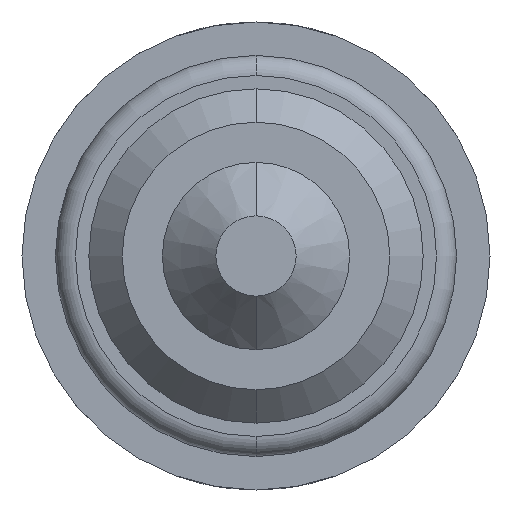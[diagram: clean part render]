
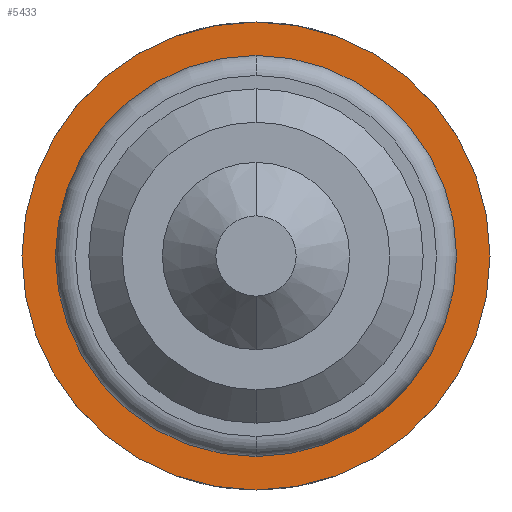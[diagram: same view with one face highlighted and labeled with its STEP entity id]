
A CAD part, front view. The second image highlights one B-rep face of the part: STEP entity #5433.
In plain terms, the highlighted planar face has unit normal (0, -1, 0).
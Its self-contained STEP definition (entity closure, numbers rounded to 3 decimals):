
#176 = CIRCLE ( 'NONE', #4692, 1.5 ) ;
#231 = FACE_OUTER_BOUND ( 'NONE', #5357, .T. ) ;
#401 = EDGE_CURVE ( 'Defeature ausgef�hrt1_9+Defeature ausgef�hrt1_10+Defeature ausgef�hrt1_10+Defeature ausgef�hrt1_10', #565, #6462, #176, .T. ) ;
#565 = VERTEX_POINT ( 'NONE', #6800 ) ;
#1058 = ORIENTED_EDGE ( 'NONE', *, *, #7087, .T. ) ;
#1332 = DIRECTION ( 'NONE',  ( 0., -1., 0. ) ) ;
#1736 = AXIS2_PLACEMENT_3D ( 'NONE', #6581, #6617, #3600 ) ;
#1896 = PLANE ( 'NONE',  #5200 ) ;
#1943 = DIRECTION ( 'NONE',  ( 0., 0., -1. ) ) ;
#2376 = CIRCLE ( 'NONE', #1736, 1.75 ) ;
#2393 = AXIS2_PLACEMENT_3D ( 'NONE', #6056, #4490, #3841 ) ;
#2582 = DIRECTION ( 'NONE',  ( 0., 0., -1. ) ) ;
#2786 = AXIS2_PLACEMENT_3D ( 'NONE', #3242, #3396, #3975 ) ;
#2870 = EDGE_CURVE ( 'Defeature ausgef�hrt1_10+Defeature ausgef�hrt1_11+Defeature ausgef�hrt1_11+Defeature ausgef�hrt1_11', #3296, #2985, #7219, .T. ) ;
#2978 = EDGE_CURVE ( 'Defeature ausgef�hrt1_9+Defeature ausgef�hrt1_10+Defeature ausgef�hrt1_10+Defeature ausgef�hrt1_10', #6462, #565, #5477, .T. ) ;
#2985 = VERTEX_POINT ( 'NONE', #5016 ) ;
#3196 = CARTESIAN_POINT ( 'NONE',  ( 0., 20., 0. ) ) ;
#3242 = CARTESIAN_POINT ( 'NONE',  ( 0., 20., 0. ) ) ;
#3296 = VERTEX_POINT ( 'NONE', #4194 ) ;
#3396 = DIRECTION ( 'NONE',  ( 0., -1., 0. ) ) ;
#3600 = DIRECTION ( 'NONE',  ( 0., 0., -1. ) ) ;
#3766 = EDGE_LOOP ( 'NONE', ( #6181, #5437 ) ) ;
#3841 = DIRECTION ( 'NONE',  ( 0., 0., -1. ) ) ;
#3975 = DIRECTION ( 'NONE',  ( 0., 0., -1. ) ) ;
#4194 = CARTESIAN_POINT ( 'NONE',  ( 0., 20., 1.75 ) ) ;
#4265 = CARTESIAN_POINT ( 'NONE',  ( 0., 20., -1.5 ) ) ;
#4443 = FACE_BOUND ( 'NONE', #3766, .T. ) ;
#4490 = DIRECTION ( 'NONE',  ( 0., -1., 0. ) ) ;
#4692 = AXIS2_PLACEMENT_3D ( 'NONE', #3196, #5949, #2582 ) ;
#5016 = CARTESIAN_POINT ( 'NONE',  ( 0., 20., -1.75 ) ) ;
#5200 = AXIS2_PLACEMENT_3D ( 'NONE', #7010, #1332, #1943 ) ;
#5357 = EDGE_LOOP ( 'NONE', ( #1058, #7215 ) ) ;
#5433 = ADVANCED_FACE ( 'Defeature ausgef�hrt1_10', ( #231, #4443 ), #1896, .T. ) ;
#5437 = ORIENTED_EDGE ( 'NONE', *, *, #401, .F. ) ;
#5477 = CIRCLE ( 'NONE', #2786, 1.5 ) ;
#5949 = DIRECTION ( 'NONE',  ( 0., -1., 0. ) ) ;
#6056 = CARTESIAN_POINT ( 'NONE',  ( 0., 20., 0. ) ) ;
#6181 = ORIENTED_EDGE ( 'NONE', *, *, #2978, .F. ) ;
#6462 = VERTEX_POINT ( 'NONE', #4265 ) ;
#6581 = CARTESIAN_POINT ( 'NONE',  ( 0., 20., 0. ) ) ;
#6617 = DIRECTION ( 'NONE',  ( 0., -1., 0. ) ) ;
#6800 = CARTESIAN_POINT ( 'NONE',  ( 0., 20., 1.5 ) ) ;
#7010 = CARTESIAN_POINT ( 'NONE',  ( 1.5, 20., 0. ) ) ;
#7087 = EDGE_CURVE ( 'Defeature ausgef�hrt1_10+Defeature ausgef�hrt1_11+Defeature ausgef�hrt1_11+Defeature ausgef�hrt1_11', #2985, #3296, #2376, .T. ) ;
#7215 = ORIENTED_EDGE ( 'NONE', *, *, #2870, .T. ) ;
#7219 = CIRCLE ( 'NONE', #2393, 1.75 ) ;
